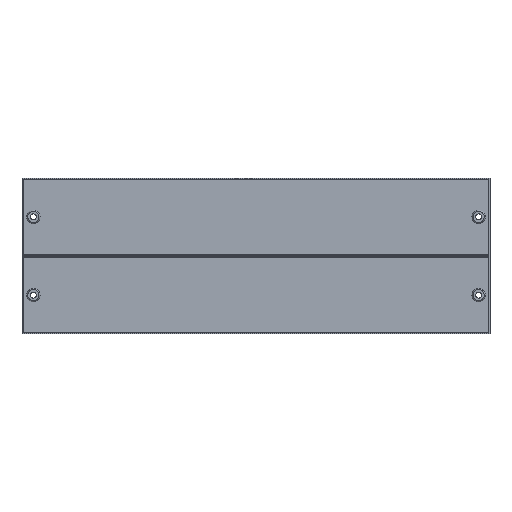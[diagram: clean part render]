
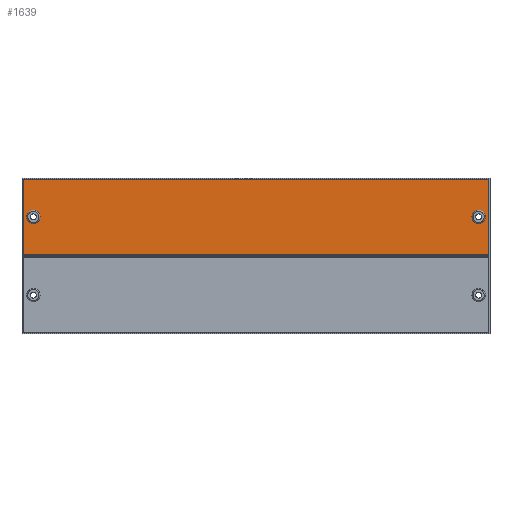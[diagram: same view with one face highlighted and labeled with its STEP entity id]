
A CAD part, top view. The second image highlights one B-rep face of the part: STEP entity #1639.
In plain terms, the highlighted planar face has unit normal (0, 0, 1).
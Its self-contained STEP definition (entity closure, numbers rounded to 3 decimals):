
#25 = FACE_OUTER_BOUND ( 'NONE', #373, .T. ) ;
#35 = DIRECTION ( 'NONE',  ( 1., 0., 0. ) ) ;
#49 = DIRECTION ( 'NONE',  ( 1., 0., 0. ) ) ;
#57 = VECTOR ( 'NONE', #1760, 1000. ) ;
#111 = EDGE_CURVE ( 'NONE', #1412, #1171, #1867, .T. ) ;
#128 = DIRECTION ( 'NONE',  ( 0., 0., 1. ) ) ;
#201 = VECTOR ( 'NONE', #1053, 1000. ) ;
#210 = ORIENTED_EDGE ( 'NONE', *, *, #547, .F. ) ;
#211 = DIRECTION ( 'NONE',  ( 0., -1., 0. ) ) ;
#330 = VERTEX_POINT ( 'NONE', #1197 ) ;
#360 = AXIS2_PLACEMENT_3D ( 'NONE', #1690, #931, #49 ) ;
#373 = EDGE_LOOP ( 'NONE', ( #1534, #2182, #2294, #1647 ) ) ;
#410 = CARTESIAN_POINT ( 'NONE',  ( 102.5, -0.5, 1.5 ) ) ;
#412 = CARTESIAN_POINT ( 'NONE',  ( 693.125, -50., 1.5 ) ) ;
#495 = CARTESIAN_POINT ( 'NONE',  ( 124.125, -50., 1.5 ) ) ;
#509 = CARTESIAN_POINT ( 'NONE',  ( 684.5, -50., 1.5 ) ) ;
#514 = VECTOR ( 'NONE', #1155, 1000. ) ;
#522 = DIRECTION ( 'NONE',  ( 0., 0., 1. ) ) ;
#547 = EDGE_CURVE ( 'NONE', #2247, #330, #1283, .T. ) ;
#577 = PLANE ( 'NONE',  #1709 ) ;
#624 = EDGE_LOOP ( 'NONE', ( #1524, #1672 ) ) ;
#626 = CARTESIAN_POINT ( 'NONE',  ( 101., -98., 1.5 ) ) ;
#638 = VERTEX_POINT ( 'NONE', #773 ) ;
#643 = EDGE_CURVE ( 'NONE', #824, #1314, #708, .T. ) ;
#708 = CIRCLE ( 'NONE', #360, 8.625 ) ;
#751 = CARTESIAN_POINT ( 'NONE',  ( 0., 0., 1.5 ) ) ;
#760 = DIRECTION ( 'NONE',  ( 0., 0., 1. ) ) ;
#773 = CARTESIAN_POINT ( 'NONE',  ( 697.5, -98., 1.5 ) ) ;
#787 = DIRECTION ( 'NONE',  ( 0., 0., 1. ) ) ;
#824 = VERTEX_POINT ( 'NONE', #412 ) ;
#931 = DIRECTION ( 'NONE',  ( 0., 0., 1. ) ) ;
#950 = DIRECTION ( 'NONE',  ( 1., 0., 0. ) ) ;
#972 = EDGE_CURVE ( 'NONE', #1510, #1412, #1919, .T. ) ;
#1047 = ORIENTED_EDGE ( 'NONE', *, *, #1185, .F. ) ;
#1053 = DIRECTION ( 'NONE',  ( 0., 1., 0. ) ) ;
#1066 = CARTESIAN_POINT ( 'NONE',  ( 102.5, -98., 1.5 ) ) ;
#1101 = FACE_BOUND ( 'NONE', #624, .T. ) ;
#1139 = EDGE_CURVE ( 'NONE', #1314, #824, #2207, .T. ) ;
#1155 = DIRECTION ( 'NONE',  ( 1., 0., 0. ) ) ;
#1168 = EDGE_CURVE ( 'NONE', #638, #1510, #1632, .T. ) ;
#1171 = VERTEX_POINT ( 'NONE', #1066 ) ;
#1172 = AXIS2_PLACEMENT_3D ( 'NONE', #509, #128, #1986 ) ;
#1185 = EDGE_CURVE ( 'NONE', #330, #2247, #2159, .T. ) ;
#1197 = CARTESIAN_POINT ( 'NONE',  ( 106.875, -50., 1.5 ) ) ;
#1209 = AXIS2_PLACEMENT_3D ( 'NONE', #2233, #787, #950 ) ;
#1283 = CIRCLE ( 'NONE', #1209, 8.625 ) ;
#1298 = DIRECTION ( 'NONE',  ( 1., 0., 0. ) ) ;
#1312 = EDGE_CURVE ( 'NONE', #1171, #638, #1347, .T. ) ;
#1314 = VERTEX_POINT ( 'NONE', #2029 ) ;
#1347 = LINE ( 'NONE', #626, #514 ) ;
#1412 = VERTEX_POINT ( 'NONE', #2345 ) ;
#1448 = EDGE_LOOP ( 'NONE', ( #1047, #210 ) ) ;
#1510 = VERTEX_POINT ( 'NONE', #1923 ) ;
#1524 = ORIENTED_EDGE ( 'NONE', *, *, #1139, .F. ) ;
#1534 = ORIENTED_EDGE ( 'NONE', *, *, #111, .T. ) ;
#1552 = VECTOR ( 'NONE', #211, 1000. ) ;
#1612 = CARTESIAN_POINT ( 'NONE',  ( 697.5, -0.5, 1.5 ) ) ;
#1632 = LINE ( 'NONE', #1612, #201 ) ;
#1639 = ADVANCED_FACE ( 'NONE', ( #1101, #25, #1655 ), #577, .T. ) ;
#1647 = ORIENTED_EDGE ( 'NONE', *, *, #972, .T. ) ;
#1655 = FACE_BOUND ( 'NONE', #1448, .T. ) ;
#1672 = ORIENTED_EDGE ( 'NONE', *, *, #643, .F. ) ;
#1690 = CARTESIAN_POINT ( 'NONE',  ( 684.5, -50., 1.5 ) ) ;
#1709 = AXIS2_PLACEMENT_3D ( 'NONE', #751, #760, #1298 ) ;
#1717 = CARTESIAN_POINT ( 'NONE',  ( 101., -2., 1.5 ) ) ;
#1760 = DIRECTION ( 'NONE',  ( -1., 0., 0. ) ) ;
#1805 = CARTESIAN_POINT ( 'NONE',  ( 115.5, -50., 1.5 ) ) ;
#1823 = AXIS2_PLACEMENT_3D ( 'NONE', #1805, #522, #35 ) ;
#1867 = LINE ( 'NONE', #410, #1552 ) ;
#1919 = LINE ( 'NONE', #1717, #57 ) ;
#1923 = CARTESIAN_POINT ( 'NONE',  ( 697.5, -2., 1.5 ) ) ;
#1986 = DIRECTION ( 'NONE',  ( 1., 0., 0. ) ) ;
#2029 = CARTESIAN_POINT ( 'NONE',  ( 675.875, -50., 1.5 ) ) ;
#2159 = CIRCLE ( 'NONE', #1823, 8.625 ) ;
#2182 = ORIENTED_EDGE ( 'NONE', *, *, #1312, .T. ) ;
#2207 = CIRCLE ( 'NONE', #1172, 8.625 ) ;
#2233 = CARTESIAN_POINT ( 'NONE',  ( 115.5, -50., 1.5 ) ) ;
#2247 = VERTEX_POINT ( 'NONE', #495 ) ;
#2294 = ORIENTED_EDGE ( 'NONE', *, *, #1168, .T. ) ;
#2345 = CARTESIAN_POINT ( 'NONE',  ( 102.5, -2., 1.5 ) ) ;
